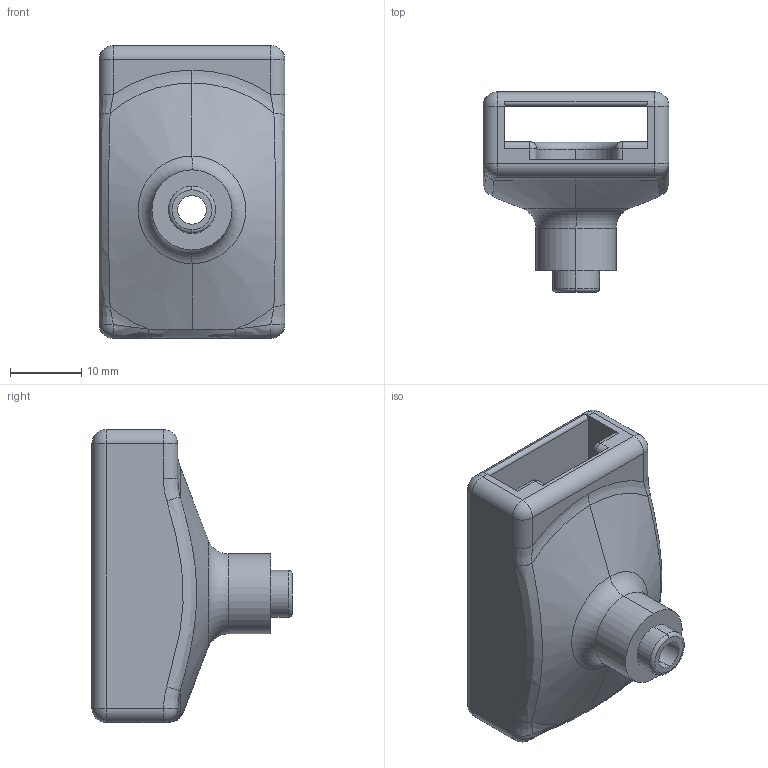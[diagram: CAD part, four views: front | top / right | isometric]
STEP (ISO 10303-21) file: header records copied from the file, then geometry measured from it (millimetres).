
FILE_DESCRIPTION (( 'STEP AP203' ), '1' );
FILE_NAME ('Load Cell Mount.STEP', '2024-04-25T20:52:33', ( '' ), ( '' ), 'SwSTEP 2.0', 'SolidWorks 2022', '' );
FILE_SCHEMA (( 'CONFIG_CONTROL_DESIGN' ));
Length unit declared in the file: millimetre
Products named in the file (1): Load Cell Mount
Bounding box: 26 x 28 x 41 mm (x, y, z)
Volume: 10532.7 mm3; surface area: 5956.5 mm2
Topology: 1 solids, 1 shells, 79 faces, 191 edges, 105 vertices
Faces by surface type: cylinder 32, plane 15, sphere 12, torus 9, bspline 9, cone 2
Entity records: 2577 total; most frequent: CARTESIAN_POINT 729, DIRECTION 388, ORIENTED_EDGE 366, EDGE_CURVE 183, AXIS2_PLACEMENT_3D 161, VERTEX_POINT 105, CIRCLE 90, EDGE_LOOP 84
